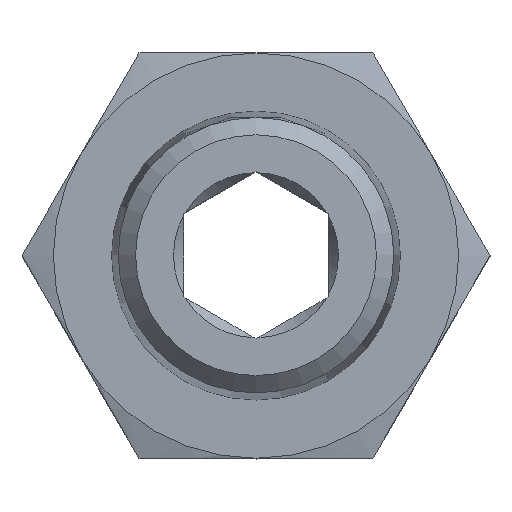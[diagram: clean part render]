
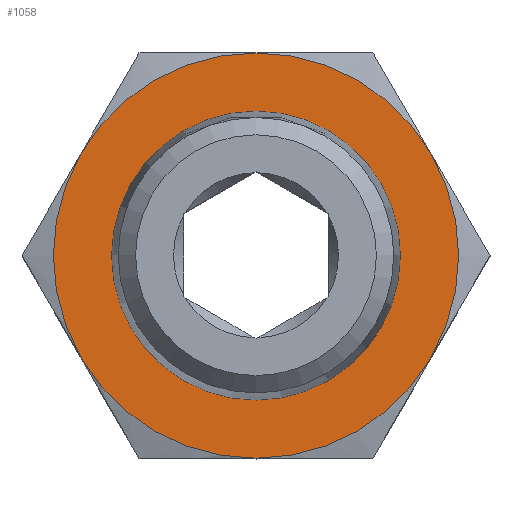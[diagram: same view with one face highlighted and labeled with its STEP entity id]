
A CAD part, top view. The second image highlights one B-rep face of the part: STEP entity #1058.
In plain terms, the highlighted planar face has unit normal (0, 0, 1).
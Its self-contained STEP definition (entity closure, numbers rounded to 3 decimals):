
#92=PLANE('',#1139);
#127=CIRCLE('',#1128,4.989);
#128=CIRCLE('',#1130,7.);
#129=CIRCLE('',#1132,7.);
#130=CIRCLE('',#1134,7.);
#131=CIRCLE('',#1136,7.);
#132=CIRCLE('',#1138,7.);
#133=CIRCLE('',#1140,7.);
#262=ORIENTED_EDGE('',*,*,#400,.F.);
#263=ORIENTED_EDGE('',*,*,#404,.F.);
#264=ORIENTED_EDGE('',*,*,#405,.F.);
#265=ORIENTED_EDGE('',*,*,#403,.F.);
#266=ORIENTED_EDGE('',*,*,#402,.F.);
#267=ORIENTED_EDGE('',*,*,#401,.F.);
#268=ORIENTED_EDGE('',*,*,#399,.T.);
#399=EDGE_CURVE('',#477,#477,#127,.T.);
#400=EDGE_CURVE('',#458,#460,#128,.T.);
#401=EDGE_CURVE('',#460,#462,#129,.T.);
#402=EDGE_CURVE('',#462,#464,#130,.T.);
#403=EDGE_CURVE('',#464,#466,#131,.T.);
#404=EDGE_CURVE('',#456,#458,#132,.T.);
#405=EDGE_CURVE('',#466,#456,#133,.T.);
#456=VERTEX_POINT('',#1519);
#458=VERTEX_POINT('',#1532);
#460=VERTEX_POINT('',#1544);
#462=VERTEX_POINT('',#1556);
#464=VERTEX_POINT('',#1568);
#466=VERTEX_POINT('',#1580);
#477=VERTEX_POINT('',#1614);
#563=EDGE_LOOP('',(#262,#263,#264,#265,#266,#267));
#564=EDGE_LOOP('',(#268));
#631=FACE_BOUND('',#563,.T.);
#632=FACE_BOUND('',#564,.T.);
#1058=ADVANCED_FACE('',(#631,#632),#92,.F.);
#1128=AXIS2_PLACEMENT_3D('',#1613,#1280,#1281);
#1130=AXIS2_PLACEMENT_3D('',#1616,#1284,#1285);
#1132=AXIS2_PLACEMENT_3D('',#1618,#1288,#1289);
#1134=AXIS2_PLACEMENT_3D('',#1620,#1292,#1293);
#1136=AXIS2_PLACEMENT_3D('',#1622,#1296,#1297);
#1138=AXIS2_PLACEMENT_3D('',#1624,#1300,#1301);
#1139=AXIS2_PLACEMENT_3D('',#1625,#1302,#1303);
#1140=AXIS2_PLACEMENT_3D('',#1626,#1304,#1305);
#1280=DIRECTION('',(0.,0.,-1.));
#1281=DIRECTION('',(-1.,0.,0.));
#1284=DIRECTION('',(0.,0.,-1.));
#1285=DIRECTION('',(-1.,0.,0.));
#1288=DIRECTION('',(0.,0.,-1.));
#1289=DIRECTION('',(-1.,0.,0.));
#1292=DIRECTION('',(0.,0.,-1.));
#1293=DIRECTION('',(-1.,0.,0.));
#1296=DIRECTION('',(0.,0.,-1.));
#1297=DIRECTION('',(-1.,0.,0.));
#1300=DIRECTION('',(0.,0.,-1.));
#1301=DIRECTION('',(-1.,0.,0.));
#1302=DIRECTION('',(0.,0.,-1.));
#1303=DIRECTION('',(-1.,0.,0.));
#1304=DIRECTION('',(0.,0.,-1.));
#1305=DIRECTION('',(-1.,0.,0.));
#1519=CARTESIAN_POINT('',(-6.062,3.5,0.));
#1532=CARTESIAN_POINT('',(0.,7.,0.));
#1544=CARTESIAN_POINT('',(6.062,3.5,0.));
#1556=CARTESIAN_POINT('',(6.062,-3.5,0.));
#1568=CARTESIAN_POINT('',(0.,-7.,0.));
#1580=CARTESIAN_POINT('',(-6.062,-3.5,0.));
#1613=CARTESIAN_POINT('',(0.,0.,0.));
#1614=CARTESIAN_POINT('',(-4.989,0.,0.));
#1616=CARTESIAN_POINT('',(0.,0.,0.));
#1618=CARTESIAN_POINT('',(0.,0.,0.));
#1620=CARTESIAN_POINT('',(0.,0.,0.));
#1622=CARTESIAN_POINT('',(0.,0.,0.));
#1624=CARTESIAN_POINT('',(0.,0.,0.));
#1625=CARTESIAN_POINT('',(0.,0.,0.));
#1626=CARTESIAN_POINT('',(0.,0.,0.));
